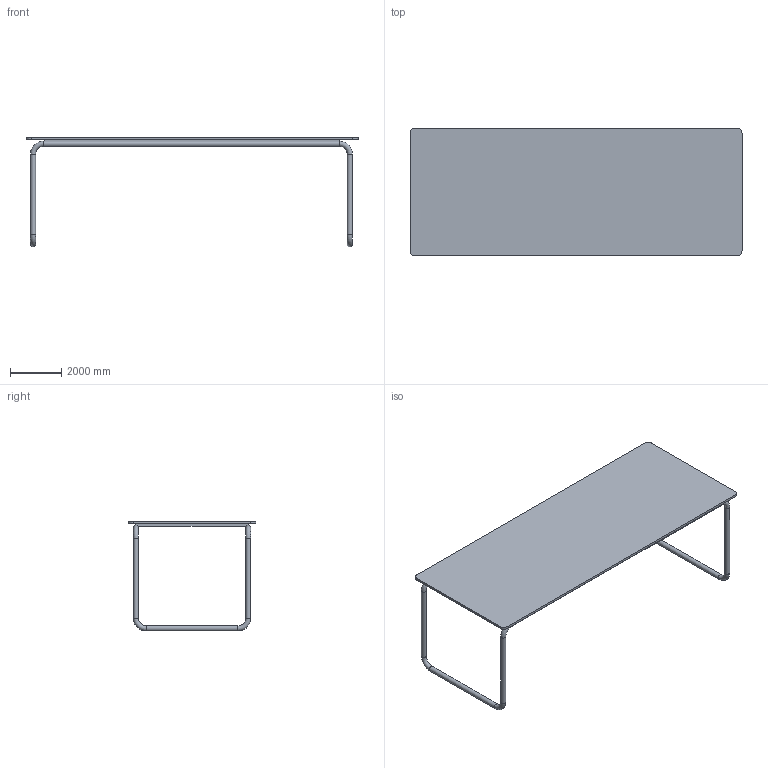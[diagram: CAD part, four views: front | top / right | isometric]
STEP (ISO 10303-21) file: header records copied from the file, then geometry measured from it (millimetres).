
FILE_DESCRIPTION(/* description */ (''),/* implementation_level */ '2;1');
FILE_NAME(/* name */ 'B-4-4sofa_bed_table.stp',/* time_stamp */ '2015-03-10T21:25:23+09:00',/* author */ ('common-PC1'),/* organization */ (''),/* preprocessor_version */ 'ST-DEVELOPER v15.5',/* originating_system */ 'AutoCAD Mechanical',/* authorisation */ '');
FILE_SCHEMA (('AUTOMOTIVE_DESIGN { 1 0 10303 214 3 1 1 }'));
Length unit declared in the file: millimetre
Products named in the file (1): Product
Bounding box: 13000 x 5000 x 4300 mm (x, y, z)
Volume: 13452223289.4 mm3; surface area: 268746695.9 mm2
Topology: 3 solids, 3 shells, 32 faces, 73 edges, 45 vertices
Faces by surface type: cylinder 12, plane 12, torus 8
Full cylindrical faces by diameter (mm): 200 x8
Entity records: 795 total; most frequent: DIRECTION 142, CARTESIAN_POINT 125, ORIENTED_EDGE 104, AXIS2_PLACEMENT_3D 57, EDGE_CURVE 52, EDGE_LOOP 48, VERTEX_POINT 40, FACE_OUTER_BOUND 32
